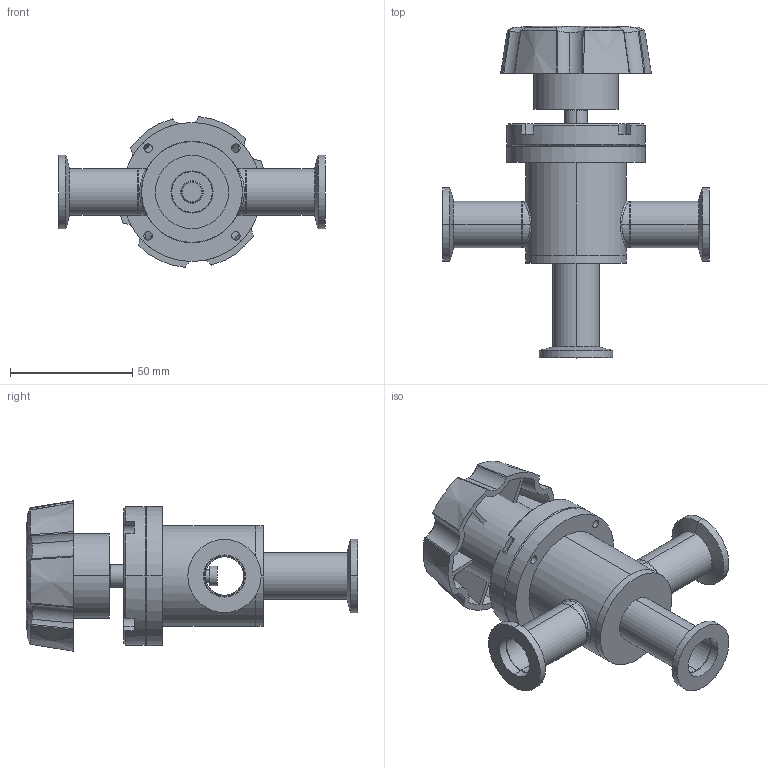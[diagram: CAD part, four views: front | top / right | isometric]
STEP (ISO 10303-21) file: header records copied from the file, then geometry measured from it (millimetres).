
FILE_DESCRIPTION (( 'STEP AP214' ), '1' );
FILE_NAME ('T-7500-H-NW16_TEE_VALVE_MANUAL.STEP', '2020-04-28T06:59:13', ( 'admin' ), ( 'Microsoft' ), 'SwSTEP 2.0', 'SolidWorks 2016', '' );
FILE_SCHEMA (( 'AUTOMOTIVE_DESIGN' ));
Length unit declared in the file: inch
Products named in the file (1): T-7500-H-NW16_TEE_VALVE_MANUAL
Bounding box: 109.22 x 135.82 x 61.64 mm (x, y, z)
Volume: 93680.4 mm3; surface area: 68907.8 mm2
Topology: 14 solids, 14 shells, 319 faces, 808 edges, 534 vertices
Faces by surface type: cylinder 141, plane 95, cone 62, bspline 20, sphere 1
Entity records: 13094 total; most frequent: CARTESIAN_POINT 5323, ORIENTED_EDGE 1616, DIRECTION 1514, EDGE_CURVE 808, AXIS2_PLACEMENT_3D 620, VERTEX_POINT 534, EDGE_LOOP 380, CIRCLE 320
